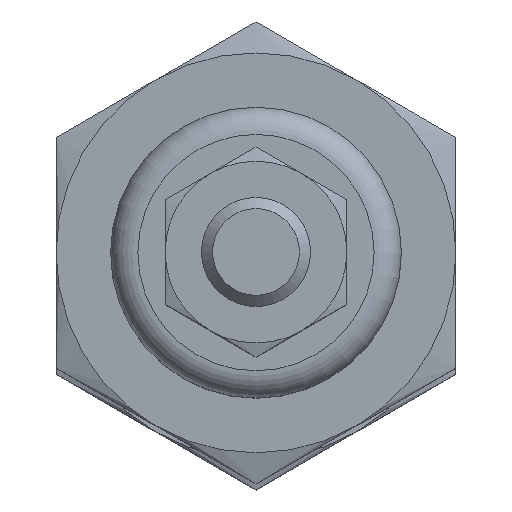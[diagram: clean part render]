
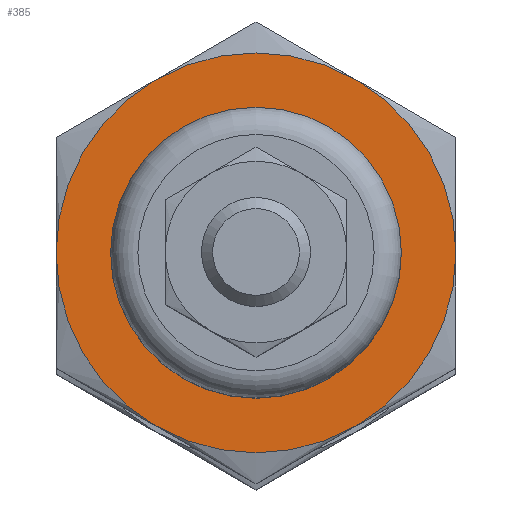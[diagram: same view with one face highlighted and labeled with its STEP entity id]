
A CAD part, top view. The second image highlights one B-rep face of the part: STEP entity #385.
In plain terms, the highlighted face is planar.
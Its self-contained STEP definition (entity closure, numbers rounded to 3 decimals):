
#385 = ADVANCED_FACE( '', ( #634, #635 ), #636, .F. );
#634 = FACE_OUTER_BOUND( '', #900, .T. );
#635 = FACE_BOUND( '', #901, .T. );
#636 = PLANE( '', #902 );
#900 = EDGE_LOOP( '', ( #1540, #1541, #1542, #1543, #1544, #1545 ) );
#901 = EDGE_LOOP( '', ( #1546 ) );
#902 = AXIS2_PLACEMENT_3D( '', #1547, #1548, #1549 );
#1540 = ORIENTED_EDGE( '', *, *, #1799, .F. );
#1541 = ORIENTED_EDGE( '', *, *, #1800, .F. );
#1542 = ORIENTED_EDGE( '', *, *, #1798, .F. );
#1543 = ORIENTED_EDGE( '', *, *, #1796, .F. );
#1544 = ORIENTED_EDGE( '', *, *, #1797, .F. );
#1545 = ORIENTED_EDGE( '', *, *, #1801, .F. );
#1546 = ORIENTED_EDGE( '', *, *, #1802, .T. );
#1547 = CARTESIAN_POINT( '', ( -3., 0., 0. ) );
#1548 = DIRECTION( '', ( 1., 0., 0. ) );
#1549 = DIRECTION( '', ( 0., 0., -1. ) );
#1796 = EDGE_CURVE( '', #2065, #2102, #2106, .T. );
#1797 = EDGE_CURVE( '', #2074, #2065, #2107, .T. );
#1798 = EDGE_CURVE( '', #2102, #2098, #2108, .T. );
#1799 = EDGE_CURVE( '', #2092, #2109, #2110, .T. );
#1800 = EDGE_CURVE( '', #2098, #2092, #2111, .T. );
#1801 = EDGE_CURVE( '', #2109, #2074, #2112, .T. );
#1802 = EDGE_CURVE( '', #2113, #2113, #2114, .T. );
#2065 = VERTEX_POINT( '', #2519 );
#2074 = VERTEX_POINT( '', #2549 );
#2092 = VERTEX_POINT( '', #2599 );
#2098 = VERTEX_POINT( '', #2621 );
#2102 = VERTEX_POINT( '', #2640 );
#2106 = CIRCLE( '', #2654, 11. );
#2107 = CIRCLE( '', #2655, 11. );
#2108 = CIRCLE( '', #2656, 11. );
#2109 = VERTEX_POINT( '', #2657 );
#2110 = CIRCLE( '', #2658, 11. );
#2111 = CIRCLE( '', #2659, 11. );
#2112 = CIRCLE( '', #2660, 11. );
#2113 = VERTEX_POINT( '', #2661 );
#2114 = CIRCLE( '', #2662, 8. );
#2519 = CARTESIAN_POINT( '', ( -3., 0., 11. ) );
#2549 = CARTESIAN_POINT( '', ( -3., 9.526, 5.5 ) );
#2599 = CARTESIAN_POINT( '', ( -3., 0., -11. ) );
#2621 = CARTESIAN_POINT( '', ( -3., -9.526, -5.5 ) );
#2640 = CARTESIAN_POINT( '', ( -3., -9.526, 5.5 ) );
#2654 = AXIS2_PLACEMENT_3D( '', #2966, #2967, #2968 );
#2655 = AXIS2_PLACEMENT_3D( '', #2969, #2970, #2971 );
#2656 = AXIS2_PLACEMENT_3D( '', #2972, #2973, #2974 );
#2657 = CARTESIAN_POINT( '', ( -3., 9.526, -5.5 ) );
#2658 = AXIS2_PLACEMENT_3D( '', #2975, #2976, #2977 );
#2659 = AXIS2_PLACEMENT_3D( '', #2978, #2979, #2980 );
#2660 = AXIS2_PLACEMENT_3D( '', #2981, #2982, #2983 );
#2661 = CARTESIAN_POINT( '', ( -3., 0., -8. ) );
#2662 = AXIS2_PLACEMENT_3D( '', #2984, #2985, #2986 );
#2966 = CARTESIAN_POINT( '', ( -3., 0., 0. ) );
#2967 = DIRECTION( '', ( 1., 0., 0. ) );
#2968 = DIRECTION( '', ( 0., 0., -1. ) );
#2969 = CARTESIAN_POINT( '', ( -3., 0., 0. ) );
#2970 = DIRECTION( '', ( 1., 0., 0. ) );
#2971 = DIRECTION( '', ( 0., 0., -1. ) );
#2972 = CARTESIAN_POINT( '', ( -3., 0., 0. ) );
#2973 = DIRECTION( '', ( 1., 0., 0. ) );
#2974 = DIRECTION( '', ( 0., 0., -1. ) );
#2975 = CARTESIAN_POINT( '', ( -3., 0., 0. ) );
#2976 = DIRECTION( '', ( 1., 0., 0. ) );
#2977 = DIRECTION( '', ( 0., 0., -1. ) );
#2978 = CARTESIAN_POINT( '', ( -3., 0., 0. ) );
#2979 = DIRECTION( '', ( 1., 0., 0. ) );
#2980 = DIRECTION( '', ( 0., 0., -1. ) );
#2981 = CARTESIAN_POINT( '', ( -3., 0., 0. ) );
#2982 = DIRECTION( '', ( 1., 0., 0. ) );
#2983 = DIRECTION( '', ( 0., 0., -1. ) );
#2984 = CARTESIAN_POINT( '', ( -3., 0., 0. ) );
#2985 = DIRECTION( '', ( 1., 0., 0. ) );
#2986 = DIRECTION( '', ( 0., 0., -1. ) );
